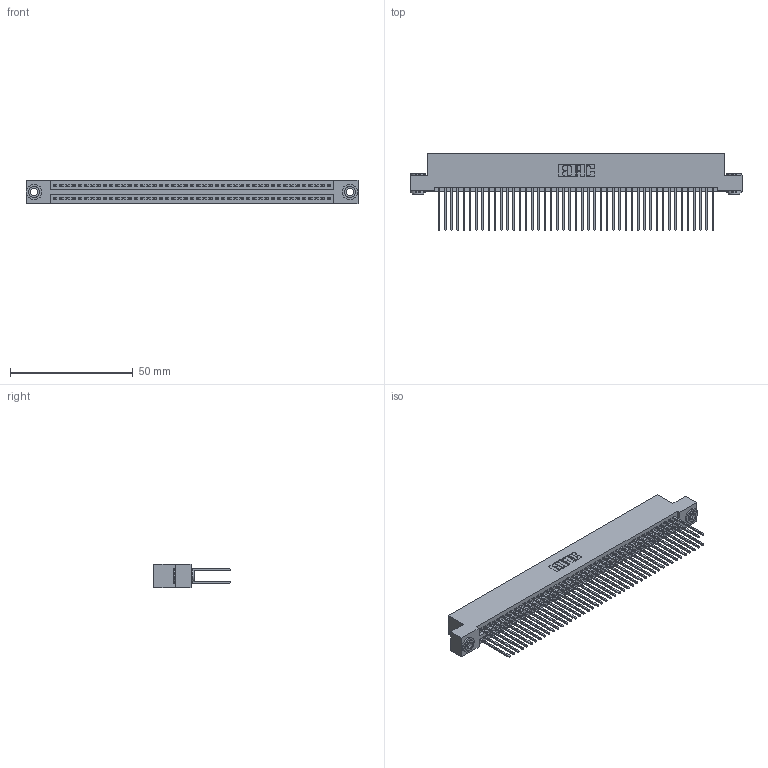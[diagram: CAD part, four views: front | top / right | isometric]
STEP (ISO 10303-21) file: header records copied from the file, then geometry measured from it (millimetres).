
FILE_DESCRIPTION (( 'STEP AP203' ), '1' );
FILE_NAME ('345-090-542-203.STEP', '2018-10-04T17:26:51', ( '' ), ( '' ), 'SwSTEP 2.0', 'SolidWorks 2016', '' );
FILE_SCHEMA (( 'CONFIG_CONTROL_DESIGN' ));
Length unit declared in the file: inch
Products named in the file (4): 345-090-542-203; 345 Part_Flush Mounting Lugs - 0.156 Dia-TH; 345-250-002_345-250-002-102; 345-292-001_345-293-142
Assembly tree (93 placements, depth 2):
  345-090-542-203
    345 Part_Flush Mounting Lugs - 0.156 Dia-TH
    345-292-001_345-293-142  x90
    345-250-002_345-250-002-102  x2
Bounding box: 135.51 x 31.29 x 9.4 mm (x, y, z)
Volume: 13630.3 mm3; surface area: 22371.5 mm2
Topology: 93 solids, 93 shells, 4664 faces, 13827 edges, 9094 vertices
Faces by surface type: plane 3060, cylinder 1596, cone 8
Entity records: 35572 total; most frequent: CARTESIAN_POINT 5935, ORIENTED_EDGE 5862, DIRECTION 5261, EDGE_CURVE 2931, VECTOR 2595, LINE 2595, VERTEX_POINT 1950, AXIS2_PLACEMENT_3D 1333
